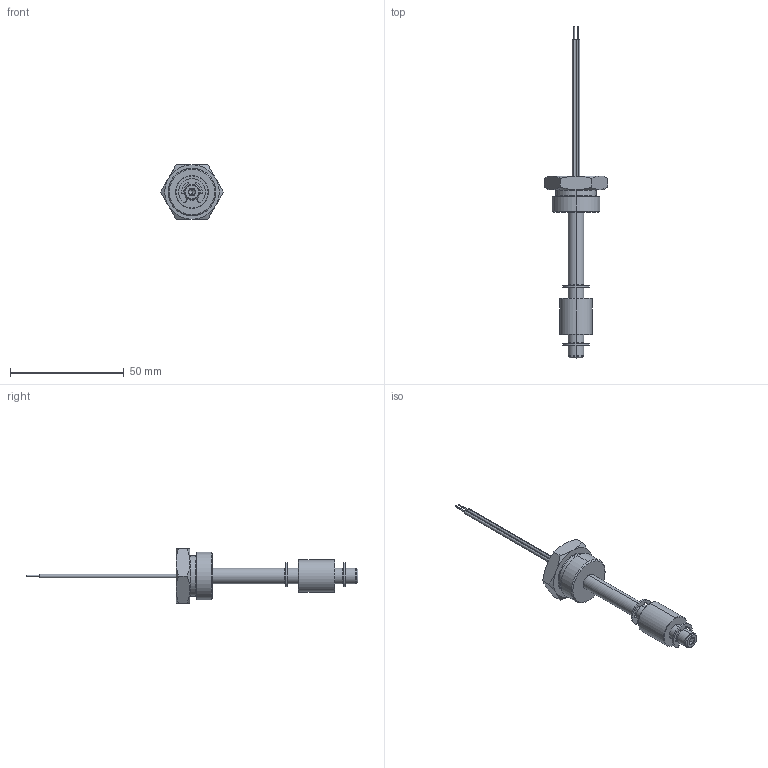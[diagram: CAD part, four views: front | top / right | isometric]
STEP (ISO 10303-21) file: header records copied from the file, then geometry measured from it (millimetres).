
FILE_DESCRIPTION (( 'STEP AP214' ), '1' );
FILE_NAME ('P28.STEP', '2020-02-12T15:41:34', ( '' ), ( '' ), 'SwSTEP 2.0', 'SolidWorks 2019', '' );
FILE_SCHEMA (( 'AUTOMOTIVE_DESIGN' ));
Length unit declared in the file: millimetre
Products named in the file (1): P28
Bounding box: 27.71 x 146 x 24 mm (x, y, z)
Surface area: 6300.9 mm2 (no closed solid volume)
Topology: 0 solids, 10 shells, 125 faces, 353 edges, 233 vertices
Faces by surface type: cylinder 50, plane 44, cone 23, torus 8
Entity records: 5570 total; most frequent: CARTESIAN_POINT 897, DIRECTION 745, ORIENTED_EDGE 610, EDGE_CURVE 351, AXIS2_PLACEMENT_3D 299, VERTEX_POINT 233, CIRCLE 173, LINE 147
